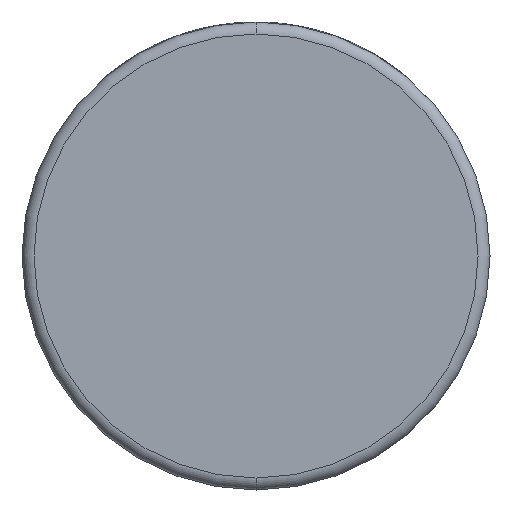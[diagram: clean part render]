
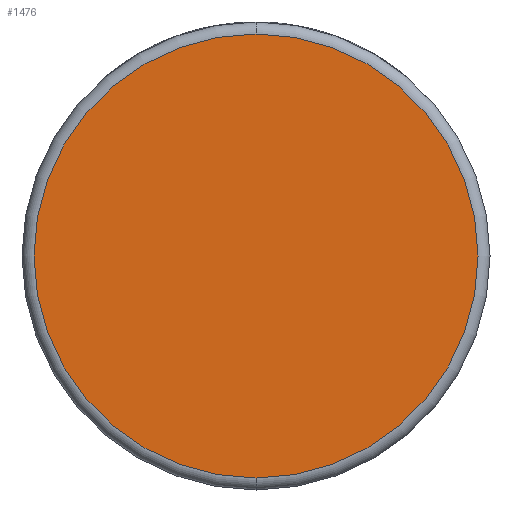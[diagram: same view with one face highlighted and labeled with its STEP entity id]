
A CAD part, front view. The second image highlights one B-rep face of the part: STEP entity #1476.
In plain terms, the highlighted planar face has unit normal (0, -1, 0).
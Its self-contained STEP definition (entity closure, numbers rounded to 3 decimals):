
#28 = EDGE_LOOP ( 'NONE', ( #2255, #1911 ) ) ;
#38 = DIRECTION ( 'NONE',  ( 0., -1., 0. ) ) ;
#292 = FACE_OUTER_BOUND ( 'NONE', #28, .T. ) ;
#382 = CARTESIAN_POINT ( 'NONE',  ( 0., 0., 0. ) ) ;
#432 = AXIS2_PLACEMENT_3D ( 'NONE', #382, #1573, #3127 ) ;
#562 = CARTESIAN_POINT ( 'NONE',  ( 0., 0., 37. ) ) ;
#843 = VERTEX_POINT ( 'NONE', #562 ) ;
#931 = AXIS2_PLACEMENT_3D ( 'NONE', #2767, #38, #4316 ) ;
#1152 = AXIS2_PLACEMENT_3D ( 'NONE', #1675, #4806, #1251 ) ;
#1241 = CIRCLE ( 'NONE', #1152, 37. ) ;
#1251 = DIRECTION ( 'NONE',  ( 0., 0., 1. ) ) ;
#1476 = ADVANCED_FACE ( 'NONE', ( #292 ), #3875, .F. ) ;
#1517 = EDGE_CURVE ( 'NONE', #843, #3257, #1241, .T. ) ;
#1573 = DIRECTION ( 'NONE',  ( 0., 1., 0. ) ) ;
#1625 = CARTESIAN_POINT ( 'NONE',  ( 0., 0., -37. ) ) ;
#1675 = CARTESIAN_POINT ( 'NONE',  ( 0., 0., 0. ) ) ;
#1911 = ORIENTED_EDGE ( 'NONE', *, *, #1918, .T. ) ;
#1918 = EDGE_CURVE ( 'NONE', #3257, #843, #2986, .T. ) ;
#2255 = ORIENTED_EDGE ( 'NONE', *, *, #1517, .T. ) ;
#2767 = CARTESIAN_POINT ( 'NONE',  ( 0., 0., 0. ) ) ;
#2986 = CIRCLE ( 'NONE', #931, 37. ) ;
#3127 = DIRECTION ( 'NONE',  ( 0., 0., 1. ) ) ;
#3257 = VERTEX_POINT ( 'NONE', #1625 ) ;
#3875 = PLANE ( 'NONE',  #432 ) ;
#4316 = DIRECTION ( 'NONE',  ( 0., 0., 1. ) ) ;
#4806 = DIRECTION ( 'NONE',  ( 0., -1., 0. ) ) ;
